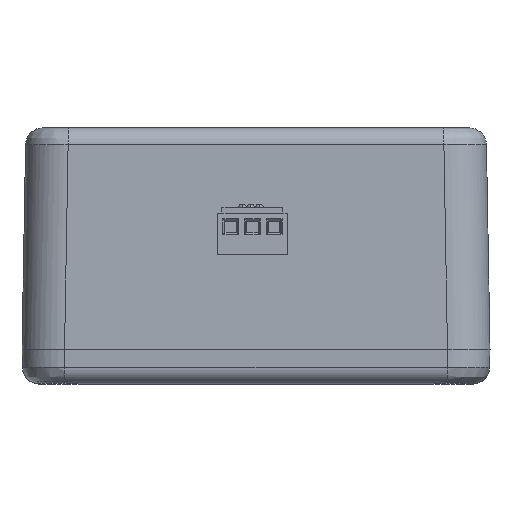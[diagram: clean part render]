
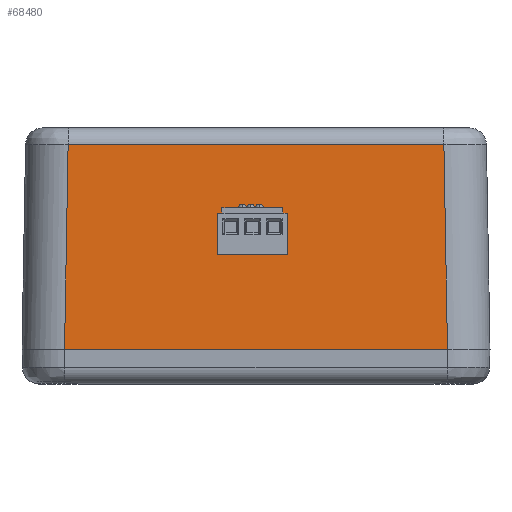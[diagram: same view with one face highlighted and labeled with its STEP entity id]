
A CAD part, front view. The second image highlights one B-rep face of the part: STEP entity #68480.
In plain terms, the highlighted face is planar.
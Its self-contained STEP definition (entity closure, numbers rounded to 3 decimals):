
#588 = DIRECTION ( 'NONE',  ( 0.017, 0., -1. ) ) ;
#1891 = EDGE_CURVE ( 'NONE', #17202, #18112, #75002, .T. ) ;
#8138 = CARTESIAN_POINT ( 'NONE',  ( 30., 27.5, 0. ) ) ;
#8601 = EDGE_CURVE ( 'NONE', #32293, #49713, #41032, .T. ) ;
#10796 = ORIENTED_EDGE ( 'NONE', *, *, #44355, .T. ) ;
#11776 = ORIENTED_EDGE ( 'NONE', *, *, #16514, .F. ) ;
#16022 = EDGE_LOOP ( 'NONE', ( #74082, #10796, #64959, #11776 ) ) ;
#16514 = EDGE_CURVE ( 'NONE', #17202, #32293, #31976, .T. ) ;
#17202 = VERTEX_POINT ( 'NONE', #43351 ) ;
#18112 = VERTEX_POINT ( 'NONE', #20146 ) ;
#18972 = DIRECTION ( 'NONE',  ( 1., 0., 0.017 ) ) ;
#19331 = CARTESIAN_POINT ( 'NONE',  ( 30., 22.501, 0. ) ) ;
#19516 = CARTESIAN_POINT ( 'NONE',  ( 30., 27.5, 0. ) ) ;
#20146 = CARTESIAN_POINT ( 'NONE',  ( 30., -22.501, 0. ) ) ;
#26890 = VECTOR ( 'NONE', #45502, 1000. ) ;
#31727 = LINE ( 'NONE', #8138, #26890 ) ;
#31976 = LINE ( 'NONE', #40501, #65826 ) ;
#32293 = VERTEX_POINT ( 'NONE', #44812 ) ;
#34242 = CARTESIAN_POINT ( 'NONE',  ( 29.58, -22.081, 24.035 ) ) ;
#38933 = DIRECTION ( 'NONE',  ( 0.017, 0.017, -1. ) ) ;
#40501 = CARTESIAN_POINT ( 'NONE',  ( 29.58, -27.5, 24.035 ) ) ;
#41032 = LINE ( 'NONE', #55488, #59429 ) ;
#43351 = CARTESIAN_POINT ( 'NONE',  ( 29.58, -22.081, 24.035 ) ) ;
#44355 = EDGE_CURVE ( 'NONE', #18112, #49713, #31727, .T. ) ;
#44812 = CARTESIAN_POINT ( 'NONE',  ( 29.58, 22.081, 24.035 ) ) ;
#45502 = DIRECTION ( 'NONE',  ( 0., 1., 0. ) ) ;
#48660 = AXIS2_PLACEMENT_3D ( 'NONE', #19516, #18972, #588 ) ;
#49713 = VERTEX_POINT ( 'NONE', #19331 ) ;
#55488 = CARTESIAN_POINT ( 'NONE',  ( 29.983, 22.484, 0.959 ) ) ;
#58472 = VECTOR ( 'NONE', #65607, 1000. ) ;
#58624 = DIRECTION ( 'NONE',  ( 0., 1., 0. ) ) ;
#59429 = VECTOR ( 'NONE', #38933, 1000. ) ;
#64959 = ORIENTED_EDGE ( 'NONE', *, *, #8601, .F. ) ;
#65607 = DIRECTION ( 'NONE',  ( 0.017, -0.017, -1. ) ) ;
#65826 = VECTOR ( 'NONE', #58624, 1000. ) ;
#68480 = ADVANCED_FACE ( 'NONE', ( #71679 ), #75830, .T. ) ;
#71679 = FACE_OUTER_BOUND ( 'NONE', #16022, .T. ) ;
#74082 = ORIENTED_EDGE ( 'NONE', *, *, #1891, .T. ) ;
#75002 = LINE ( 'NONE', #34242, #58472 ) ;
#75830 = PLANE ( 'NONE',  #48660 ) ;
